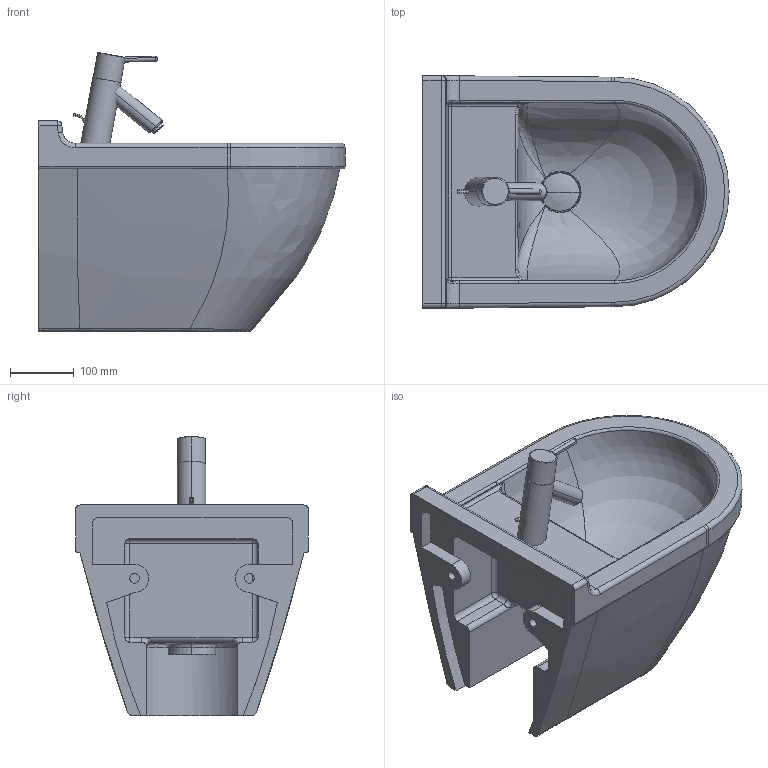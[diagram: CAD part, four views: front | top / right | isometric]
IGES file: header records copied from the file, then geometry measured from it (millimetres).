
Global section: file name: No Iges File Name specified; native system: Autodesk Inventor 2011; preprocessor: AutoDesk Inventor Iges Exporter R2011; author: Administrator; date: 20120118.150009; units: millimetre
Bounding box: 480.09 x 365 x 437.38 mm (x, y, z)
Volume: 17807085.4 mm3; surface area: 938705.4 mm2
Topology: 8 solids, 8 shells, 245 faces, 601 edges, 362 vertices
Faces by surface type: bspline 66, plane 66, cylinder 52, revolution 37, torus 18, sphere 4, cone 2
